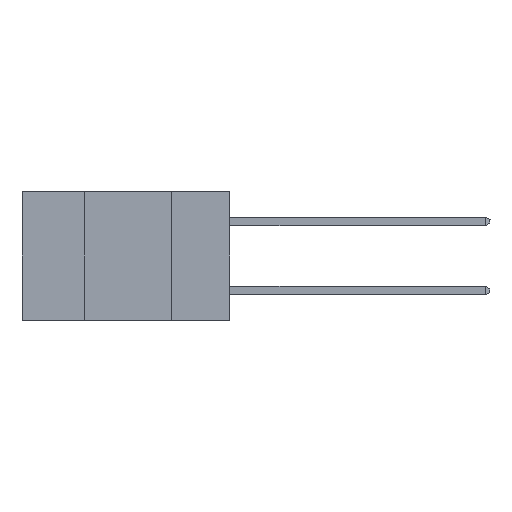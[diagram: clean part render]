
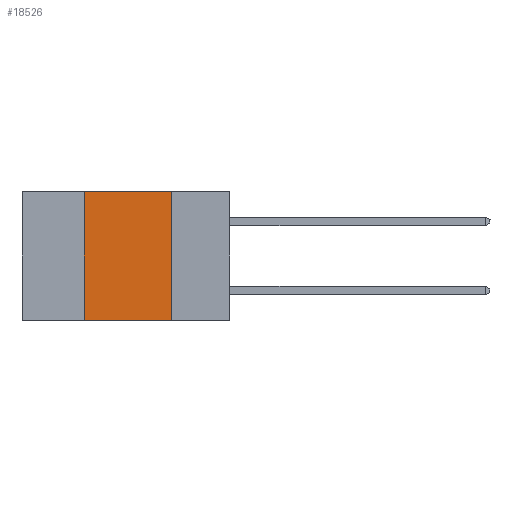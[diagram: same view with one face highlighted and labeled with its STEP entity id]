
A CAD part, left-side view. The second image highlights one B-rep face of the part: STEP entity #18526.
In plain terms, the highlighted planar face has unit normal (-1, 0, 0).
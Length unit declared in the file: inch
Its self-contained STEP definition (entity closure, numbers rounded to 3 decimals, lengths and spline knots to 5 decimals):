
#863 = EDGE_CURVE ( 'NONE', #18051, #2186, #16824, .T. ) ;
#905 = VERTEX_POINT ( 'NONE', #15602 ) ;
#1138 = VECTOR ( 'NONE', #5905, 39.37008 ) ;
#1269 = VECTOR ( 'NONE', #9131, 39.37008 ) ;
#1539 = CARTESIAN_POINT ( 'NONE',  ( 0., 0.42, 0. ) ) ;
#1577 = ORIENTED_EDGE ( 'NONE', *, *, #6120, .T. ) ;
#2186 = VERTEX_POINT ( 'NONE', #5141 ) ;
#2714 = EDGE_LOOP ( 'NONE', ( #20782, #17428, #4051, #1577 ) ) ;
#4051 = ORIENTED_EDGE ( 'NONE', *, *, #18270, .F. ) ;
#4109 = CARTESIAN_POINT ( 'NONE',  ( 0., 0.42, -0.37 ) ) ;
#5141 = CARTESIAN_POINT ( 'NONE',  ( 0., 0.17, 0. ) ) ;
#5206 = DIRECTION ( 'NONE',  ( 0., 0., -1. ) ) ;
#5345 = CARTESIAN_POINT ( 'NONE',  ( 0., 0.42, -0.37 ) ) ;
#5801 = CARTESIAN_POINT ( 'NONE',  ( 0., 0.6, -0.37 ) ) ;
#5905 = DIRECTION ( 'NONE',  ( 0., -1., 0. ) ) ;
#6120 = EDGE_CURVE ( 'NONE', #17985, #905, #11110, .T. ) ;
#8361 = CARTESIAN_POINT ( 'NONE',  ( 0., 0.6, 0. ) ) ;
#9131 = DIRECTION ( 'NONE',  ( 0., 0., 1. ) ) ;
#9595 = VECTOR ( 'NONE', #17384, 39.37008 ) ;
#10473 = AXIS2_PLACEMENT_3D ( 'NONE', #18787, #13324, #5206 ) ;
#11110 = LINE ( 'NONE', #5801, #1138 ) ;
#11196 = EDGE_CURVE ( 'NONE', #2186, #905, #21898, .T. ) ;
#11961 = DIRECTION ( 'NONE',  ( 0., 0., -1. ) ) ;
#13196 = CARTESIAN_POINT ( 'NONE',  ( 0., 0.17, -0.37 ) ) ;
#13324 = DIRECTION ( 'NONE',  ( 1., 0., 0. ) ) ;
#15602 = CARTESIAN_POINT ( 'NONE',  ( 0., 0.17, -0.37 ) ) ;
#15704 = LINE ( 'NONE', #4109, #1269 ) ;
#15939 = VECTOR ( 'NONE', #11961, 39.37008 ) ;
#16824 = LINE ( 'NONE', #8361, #9595 ) ;
#17384 = DIRECTION ( 'NONE',  ( 0., -1., 0. ) ) ;
#17428 = ORIENTED_EDGE ( 'NONE', *, *, #863, .F. ) ;
#17985 = VERTEX_POINT ( 'NONE', #5345 ) ;
#18051 = VERTEX_POINT ( 'NONE', #1539 ) ;
#18270 = EDGE_CURVE ( 'NONE', #17985, #18051, #15704, .T. ) ;
#18526 = ADVANCED_FACE ( 'NONE', ( #21916 ), #20466, .F. ) ;
#18787 = CARTESIAN_POINT ( 'NONE',  ( 0., 0.6, 0. ) ) ;
#20466 = PLANE ( 'NONE',  #10473 ) ;
#20782 = ORIENTED_EDGE ( 'NONE', *, *, #11196, .F. ) ;
#21898 = LINE ( 'NONE', #13196, #15939 ) ;
#21916 = FACE_OUTER_BOUND ( 'NONE', #2714, .T. ) ;
